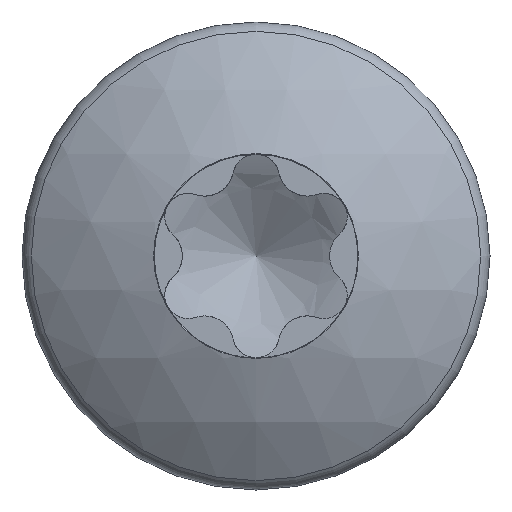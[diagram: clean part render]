
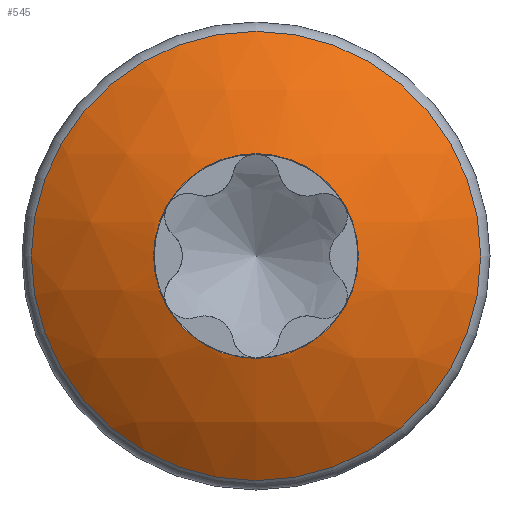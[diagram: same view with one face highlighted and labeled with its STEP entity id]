
A CAD part, left-side view. The second image highlights one B-rep face of the part: STEP entity #545.
In plain terms, the highlighted spherical face has radius 3.2 mm.
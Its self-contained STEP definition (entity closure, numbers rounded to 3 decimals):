
#72=SPHERICAL_SURFACE('',#613,3.2);
#113=FACE_BOUND('',#170,.T.);
#123=FACE_OUTER_BOUND('',#169,.T.);
#169=EDGE_LOOP('',(#383));
#170=EDGE_LOOP('',(#384));
#217=CIRCLE('',#611,1.92);
#219=CIRCLE('',#614,0.875);
#257=VERTEX_POINT('',#882);
#259=VERTEX_POINT('',#887);
#303=EDGE_CURVE('',#257,#257,#217,.T.);
#305=EDGE_CURVE('',#259,#259,#219,.T.);
#383=ORIENTED_EDGE('',*,*,#303,.F.);
#384=ORIENTED_EDGE('',*,*,#305,.T.);
#545=ADVANCED_FACE('',(#123,#113),#72,.T.);
#611=AXIS2_PLACEMENT_3D('',#883,#703,#704);
#613=AXIS2_PLACEMENT_3D('',#886,#707,#708);
#614=AXIS2_PLACEMENT_3D('',#888,#709,#710);
#703=DIRECTION('center_axis',(1.,0.,0.));
#704=DIRECTION('ref_axis',(0.,-1.,0.));
#707=DIRECTION('center_axis',(0.,0.,1.));
#708=DIRECTION('ref_axis',(1.,0.,0.));
#709=DIRECTION('center_axis',(1.,0.,0.));
#710=DIRECTION('ref_axis',(0.,1.,0.));
#882=CARTESIAN_POINT('',(-0.96,1.92,0.));
#883=CARTESIAN_POINT('Origin',(-0.96,0.,
0.));
#886=CARTESIAN_POINT('Origin',(1.6,0.,0.));
#887=CARTESIAN_POINT('',(-1.478,0.875,0.));
#888=CARTESIAN_POINT('Origin',(-1.478,0.,
0.));
